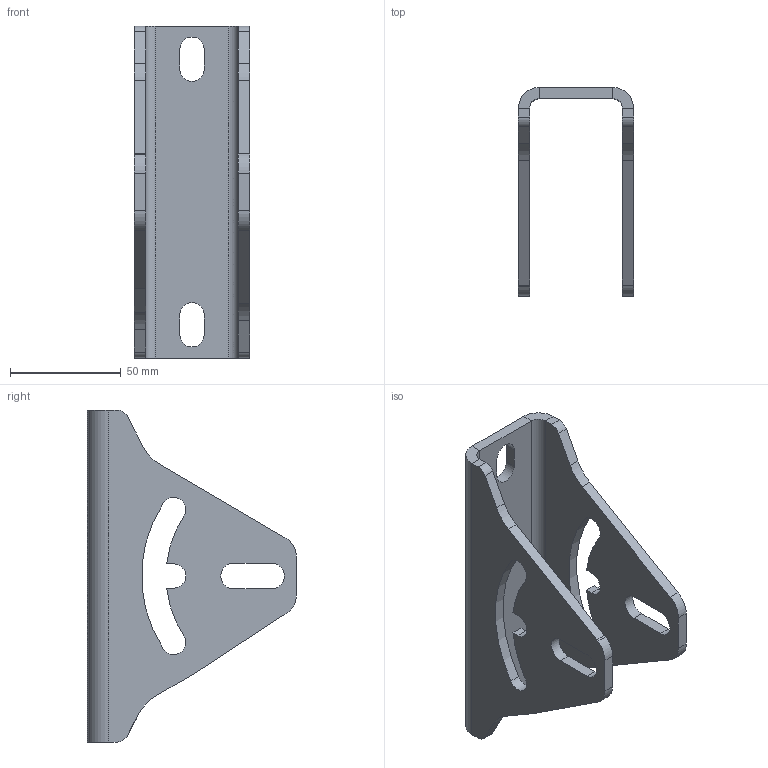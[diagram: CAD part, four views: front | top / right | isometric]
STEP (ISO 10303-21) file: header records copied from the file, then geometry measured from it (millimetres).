
FILE_DESCRIPTION((''),'2;1');
FILE_NAME('740611','2018-11-08T18:55:39',('tomasz.grudniewski'),(''),'CREO PARAMETRIC BY PTC INC, 2018260','CREO PARAMETRIC BY PTC INC, 2018260','');
FILE_SCHEMA(('CONFIG_CONTROL_DESIGN'));
Length unit declared in the file: millimetre
Products named in the file (1): 740611
Bounding box: 52 x 94.43 x 150 mm (x, y, z)
Volume: 97958.4 mm3; surface area: 45125.1 mm2
Topology: 1 solids, 1 shells, 76 faces, 206 edges, 132 vertices
Faces by surface type: plane 40, cylinder 36
Entity records: 2456 total; most frequent: DIRECTION 430, CARTESIAN_POINT 414, ORIENTED_EDGE 412, EDGE_CURVE 206, AXIS2_PLACEMENT_3D 148, VECTOR 134, LINE 134, VERTEX_POINT 132
